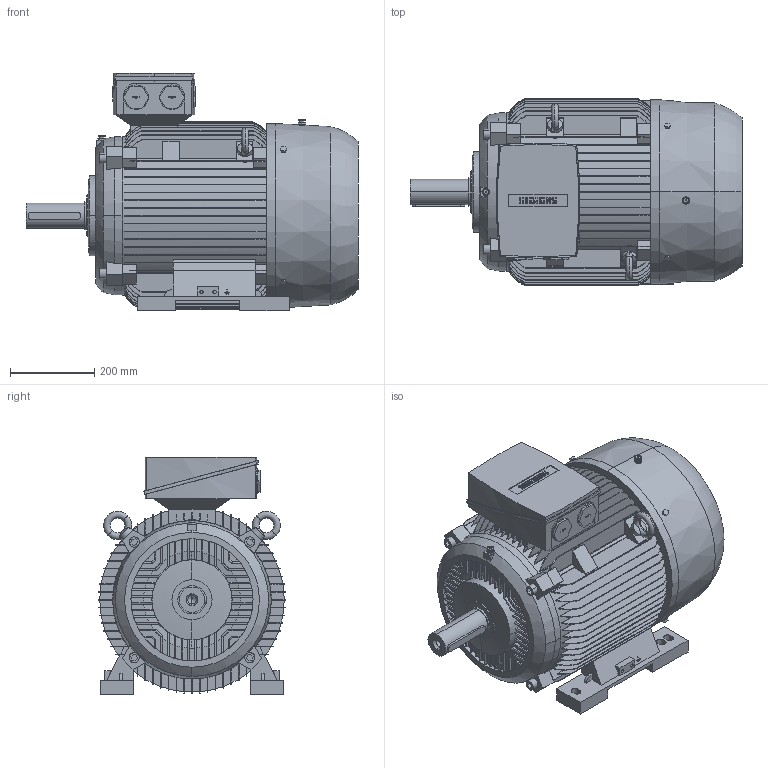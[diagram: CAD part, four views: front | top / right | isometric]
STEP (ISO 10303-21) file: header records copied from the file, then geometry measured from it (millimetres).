
FILE_DESCRIPTION(('STEP AP214'),'1');
FILE_NAME('cctmp_278F1AFF-2133-4F50-AB01-32ABB4F98934_2023_06_19_09_18_37_0230..stp','2023-06-19T07:18:38',('SIEMENS A&D'),('CADClick - www.CADClick.com'),'Spatial InterOp 3D',' ','unknown authorization');
FILE_SCHEMA(('AUTOMOTIVE_DESIGN'));
Length unit declared in the file: millimetre
Products named in the file (1): 1
Bounding box: 788 x 446 x 563 mm (x, y, z)
Volume: 85604504.8 mm3; surface area: 2859586.9 mm2
Topology: 1 solids, 1 shells, 1443 faces, 4064 edges, 2681 vertices
Faces by surface type: plane 888, cylinder 337, torus 188, cone 30
Entity records: 72240 total; most frequent: CARTESIAN_POINT 24140, ORIENTED_EDGE 8116, DIRECTION 7000, EDGE_CURVE 4058, VERTEX_POINT 2681, LINE 2414, VECTOR 2414, AXIS2_PLACEMENT_3D 2293
